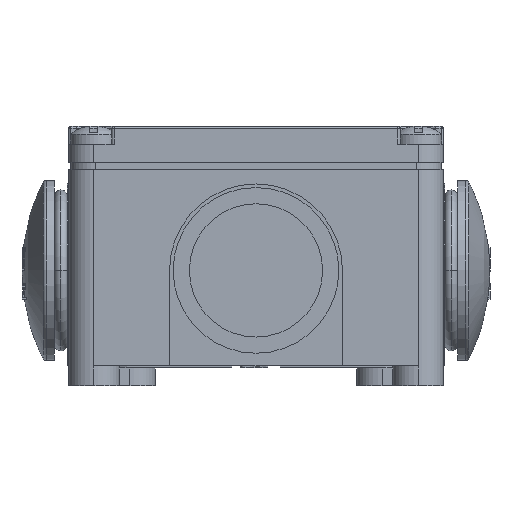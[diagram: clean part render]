
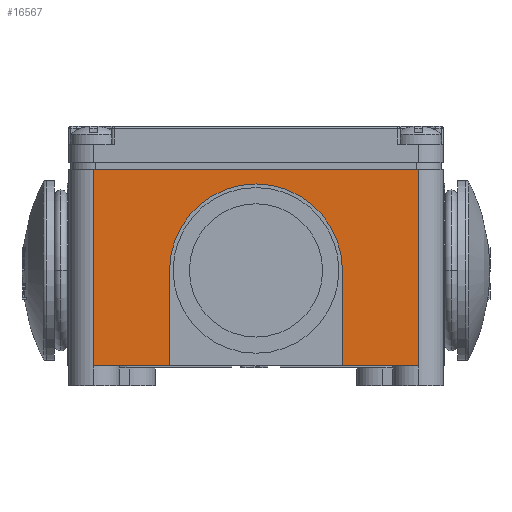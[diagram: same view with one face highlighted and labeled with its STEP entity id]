
A CAD part, front view. The second image highlights one B-rep face of the part: STEP entity #16567.
In plain terms, the highlighted face is planar.
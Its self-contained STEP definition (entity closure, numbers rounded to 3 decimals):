
#3399=DIRECTION('',(1.,0.,0.));
#3400=VECTOR('',#3399,45.);
#3401=CARTESIAN_POINT('',(-22.5,30.,31.));
#3402=LINE('',#3401,#3400);
#3843=DIRECTION('',(0.,-1.,0.));
#3844=VECTOR('',#3843,27.25);
#3845=CARTESIAN_POINT('',(22.5,30.,31.));
#3846=LINE('',#3845,#3844);
#4250=DIRECTION('',(0.,-1.,0.));
#4251=VECTOR('',#4250,27.25);
#4252=CARTESIAN_POINT('',(-22.5,30.,31.));
#4253=LINE('',#4252,#4251);
#4276=DIRECTION('',(1.,0.,0.));
#4277=VECTOR('',#4276,10.5);
#4278=CARTESIAN_POINT('',(12.,2.75,31.));
#4279=LINE('',#4278,#4277);
#4280=DIRECTION('',(0.,1.,0.));
#4281=VECTOR('',#4280,13.25);
#4282=CARTESIAN_POINT('',(12.,2.75,31.));
#4283=LINE('',#4282,#4281);
#4284=CARTESIAN_POINT('',(0.,16.,31.));
#4285=DIRECTION('',(0.,0.,1.));
#4286=DIRECTION('',(1.,0.,0.));
#4287=AXIS2_PLACEMENT_3D('',#4284,#4285,#4286);
#4289=DIRECTION('',(0.,1.,0.));
#4290=VECTOR('',#4289,13.25);
#4291=CARTESIAN_POINT('',(-12.,2.75,31.));
#4292=LINE('',#4291,#4290);
#4293=DIRECTION('',(1.,0.,0.));
#4294=VECTOR('',#4293,10.5);
#4295=CARTESIAN_POINT('',(-22.5,2.75,31.));
#4296=LINE('',#4295,#4294);
#9736=CARTESIAN_POINT('',(22.5,30.,31.));
#9737=CARTESIAN_POINT('',(22.5,2.75,31.));
#9738=VERTEX_POINT('',#9736);
#9739=VERTEX_POINT('',#9737);
#9740=CARTESIAN_POINT('',(-22.5,30.,31.));
#9741=CARTESIAN_POINT('',(-22.5,2.75,31.));
#9742=VERTEX_POINT('',#9740);
#9743=VERTEX_POINT('',#9741);
#9880=CARTESIAN_POINT('',(-12.,2.75,31.));
#9881=VERTEX_POINT('',#9880);
#12506=CARTESIAN_POINT('',(12.,16.,31.));
#12507=CARTESIAN_POINT('',(-12.,16.,31.));
#12508=VERTEX_POINT('',#12506);
#12509=VERTEX_POINT('',#12507);
#12514=CARTESIAN_POINT('',(12.,2.75,31.));
#12515=VERTEX_POINT('',#12514);
#16549=CARTESIAN_POINT('',(-26.,0.,31.));
#16550=DIRECTION('',(0.,0.,1.));
#16551=DIRECTION('',(1.,0.,0.));
#16552=AXIS2_PLACEMENT_3D('',#16549,#16550,#16551);
#16553=PLANE('',#16552);
#16554=ORIENTED_EDGE('',*,*,#15977,.T.);
#16555=ORIENTED_EDGE('',*,*,#13597,.F.);
#16557=ORIENTED_EDGE('',*,*,#16556,.T.);
#16559=ORIENTED_EDGE('',*,*,#16558,.T.);
#16561=ORIENTED_EDGE('',*,*,#16560,.F.);
#16562=ORIENTED_EDGE('',*,*,#13589,.F.);
#16563=ORIENTED_EDGE('',*,*,#16537,.F.);
#16564=ORIENTED_EDGE('',*,*,#15228,.T.);
#16565=EDGE_LOOP('',(#16554,#16555,#16557,#16559,#16561,#16562,#16563,#16564));
#16566=FACE_OUTER_BOUND('',#16565,.F.);
#16567=ADVANCED_FACE('',(#16566),#16553,.T.);
#4288=CIRCLE('',#4287,12.);
#13589=EDGE_CURVE('',#9743,#9881,#4296,.T.);
#13597=EDGE_CURVE('',#12515,#9739,#4279,.T.);
#15228=EDGE_CURVE('',#9742,#9738,#3402,.T.);
#15977=EDGE_CURVE('',#9738,#9739,#3846,.T.);
#16537=EDGE_CURVE('',#9742,#9743,#4253,.T.);
#16556=EDGE_CURVE('',#12515,#12508,#4283,.T.);
#16558=EDGE_CURVE('',#12508,#12509,#4288,.T.);
#16560=EDGE_CURVE('',#9881,#12509,#4292,.T.);
